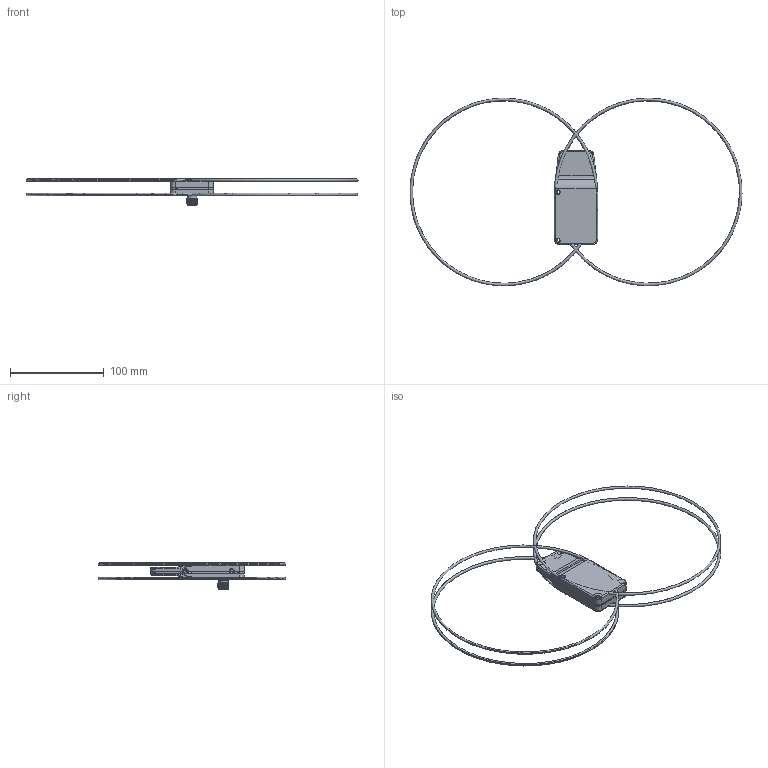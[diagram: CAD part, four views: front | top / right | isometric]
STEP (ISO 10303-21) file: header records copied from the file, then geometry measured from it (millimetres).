
FILE_DESCRIPTION((''),'2;1');
FILE_NAME('CAD0952-1','2008-02-12T',('tmarschner'),(''),'PRO/ENGINEER BY PARAMETRIC TECHNOLOGY CORPORATION, 2006300','PRO/ENGINEER BY PARAMETRIC TECHNOLOGY CORPORATION, 2006300','');
FILE_SCHEMA(('CONFIG_CONTROL_DESIGN'));
Products named in the file (1): CAD0952-1
Bounding box: 353.98 x 200 x 27.8 mm (x, y, z)
Surface area: 72055 mm2 (no closed solid volume)
Topology: 0 solids, 0 shells, 1045 faces, 6034 edges, 5986 vertices
Faces by surface type: bspline 983, sphere 34, torus 28
Entity records: 114381 total; most frequent: CARTESIAN_POINT 40002, DIRECTION 8517, TRIMMED_CURVE 7451, VECTOR 6511, LINE 6511, DEFINITIONAL_REPRESENTATION 5942, PCURVE 5942, COMPOSITE_CURVE_SEGMENT 5942
